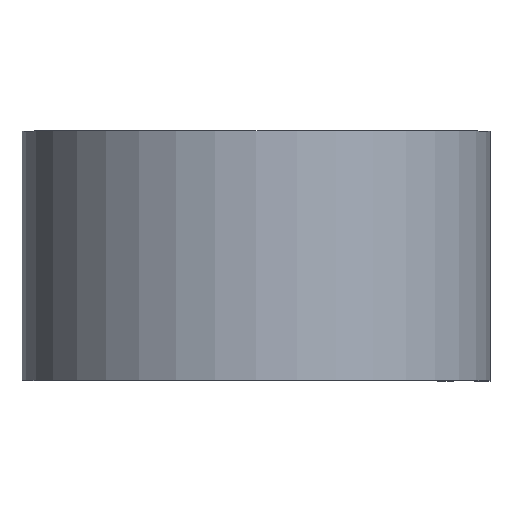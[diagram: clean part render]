
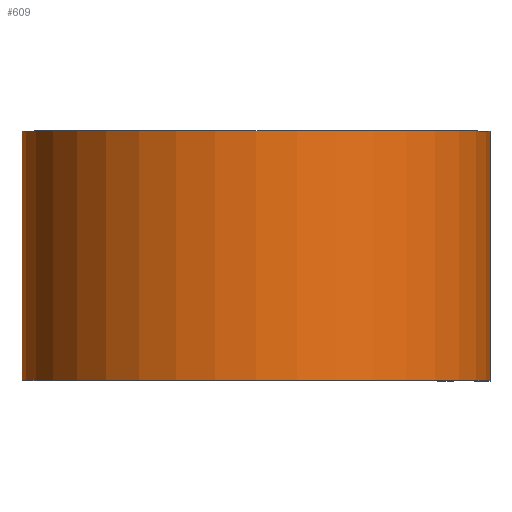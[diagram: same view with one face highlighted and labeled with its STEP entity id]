
A CAD part, top view. The second image highlights one B-rep face of the part: STEP entity #609.
In plain terms, the highlighted cylindrical face has radius 17.882 mm (diameter 35.763 mm), a partial arc.
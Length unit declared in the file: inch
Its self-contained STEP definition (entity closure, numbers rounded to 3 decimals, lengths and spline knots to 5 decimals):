
#2 = CARTESIAN_POINT ( 'NONE',  ( 0.704, 0.375, 0. ) ) ;
#3 = DIRECTION ( 'NONE',  ( 0., 0., -1. ) ) ;
#20 = VERTEX_POINT ( 'NONE', #183 ) ;
#34 = AXIS2_PLACEMENT_3D ( 'NONE', #608, #604, #582 ) ;
#53 = VERTEX_POINT ( 'NONE', #368 ) ;
#110 = CARTESIAN_POINT ( 'NONE',  ( 0., -0.375, 0. ) ) ;
#112 = DIRECTION ( 'NONE',  ( 0., -1., 0. ) ) ;
#133 = ORIENTED_EDGE ( 'NONE', *, *, #732, .T. ) ;
#180 = ORIENTED_EDGE ( 'NONE', *, *, #335, .F. ) ;
#183 = CARTESIAN_POINT ( 'NONE',  ( 0., 0.375, -0.704 ) ) ;
#205 = EDGE_LOOP ( 'NONE', ( #133, #685, #180, #279 ) ) ;
#221 = AXIS2_PLACEMENT_3D ( 'NONE', #249, #626, #3 ) ;
#247 = DIRECTION ( 'NONE',  ( 0., -1., 0. ) ) ;
#249 = CARTESIAN_POINT ( 'NONE',  ( 0., 0.375, 0. ) ) ;
#279 = ORIENTED_EDGE ( 'NONE', *, *, #649, .T. ) ;
#335 = EDGE_CURVE ( 'NONE', #20, #53, #722, .T. ) ;
#359 = CARTESIAN_POINT ( 'NONE',  ( 0.704, -0.375, 0. ) ) ;
#368 = CARTESIAN_POINT ( 'NONE',  ( 0.704, 0.375, 0. ) ) ;
#447 = AXIS2_PLACEMENT_3D ( 'NONE', #110, #565, #530 ) ;
#462 = VERTEX_POINT ( 'NONE', #359 ) ;
#530 = DIRECTION ( 'NONE',  ( 1., 0., 0. ) ) ;
#565 = DIRECTION ( 'NONE',  ( 0., 1., 0. ) ) ;
#582 = DIRECTION ( 'NONE',  ( 1., 0., 0. ) ) ;
#599 = EDGE_CURVE ( 'NONE', #53, #462, #638, .T. ) ;
#604 = DIRECTION ( 'NONE',  ( 0., 1., 0. ) ) ;
#608 = CARTESIAN_POINT ( 'NONE',  ( 0., 0.375, 0. ) ) ;
#609 = ADVANCED_FACE ( 'NONE', ( #642 ), #653, .T. ) ;
#626 = DIRECTION ( 'NONE',  ( 0., -1., 0. ) ) ;
#638 = LINE ( 'NONE', #2, #646 ) ;
#642 = FACE_OUTER_BOUND ( 'NONE', #205, .T. ) ;
#646 = VECTOR ( 'NONE', #112, 39.37008 ) ;
#647 = VECTOR ( 'NONE', #247, 39.37008 ) ;
#649 = EDGE_CURVE ( 'NONE', #20, #705, #650, .T. ) ;
#650 = LINE ( 'NONE', #689, #647 ) ;
#653 = CYLINDRICAL_SURFACE ( 'NONE', #221, 0.704 ) ;
#677 = CIRCLE ( 'NONE', #447, 0.704 ) ;
#685 = ORIENTED_EDGE ( 'NONE', *, *, #599, .F. ) ;
#689 = CARTESIAN_POINT ( 'NONE',  ( 0., 0.375, -0.704 ) ) ;
#705 = VERTEX_POINT ( 'NONE', #711 ) ;
#711 = CARTESIAN_POINT ( 'NONE',  ( 0., -0.375, -0.704 ) ) ;
#722 = CIRCLE ( 'NONE', #34, 0.704 ) ;
#732 = EDGE_CURVE ( 'NONE', #705, #462, #677, .T. ) ;
